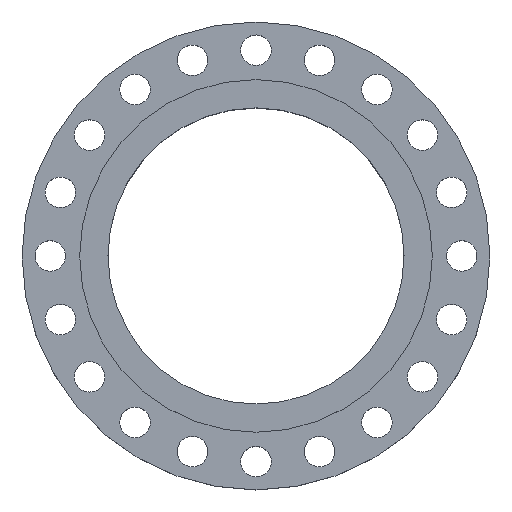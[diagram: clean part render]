
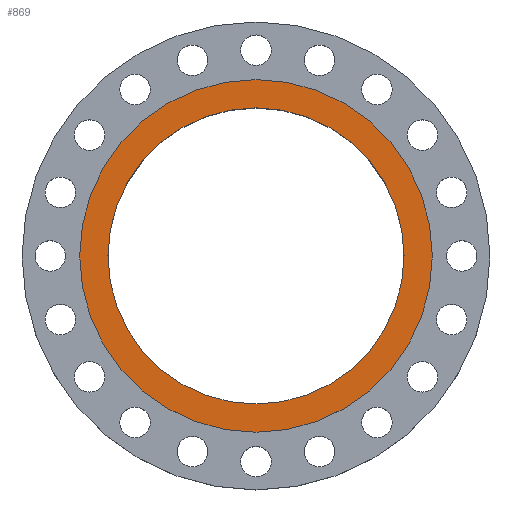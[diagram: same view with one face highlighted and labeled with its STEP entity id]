
A CAD part, top view. The second image highlights one B-rep face of the part: STEP entity #869.
In plain terms, the highlighted planar face has unit normal (0, 0, 1).
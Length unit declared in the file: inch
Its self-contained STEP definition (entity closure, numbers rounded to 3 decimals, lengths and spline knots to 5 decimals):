
#50 = AXIS2_PLACEMENT_3D ( 'NONE', #52, #1900, #517 ) ;
#52 = CARTESIAN_POINT ( 'NONE',  ( 0., 0., 0. ) ) ;
#79 = ORIENTED_EDGE ( 'NONE', *, *, #202, .F. ) ;
#155 = ORIENTED_EDGE ( 'NONE', *, *, #280, .F. ) ;
#202 = EDGE_CURVE ( 'NONE', #391, #1403, #1266, .T. ) ;
#262 = DIRECTION ( 'NONE',  ( 1., 0., 0. ) ) ;
#280 = EDGE_CURVE ( 'NONE', #1403, #391, #630, .T. ) ;
#343 = VERTEX_POINT ( 'NONE', #1484 ) ;
#355 = EDGE_CURVE ( 'NONE', #1472, #343, #1046, .T. ) ;
#391 = VERTEX_POINT ( 'NONE', #1800 ) ;
#517 = DIRECTION ( 'NONE',  ( 1., 0., 0. ) ) ;
#528 = DIRECTION ( 'NONE',  ( -1., 0., 0. ) ) ;
#630 = CIRCLE ( 'NONE', #50, 16.375 ) ;
#665 = DIRECTION ( 'NONE',  ( 1., 0., 0. ) ) ;
#677 = CARTESIAN_POINT ( 'NONE',  ( 0., 0., 0. ) ) ;
#759 = CIRCLE ( 'NONE', #957, 19.5 ) ;
#770 = CARTESIAN_POINT ( 'NONE',  ( 0., 0., 0. ) ) ;
#779 = DIRECTION ( 'NONE',  ( 1., 0., 0. ) ) ;
#869 = ADVANCED_FACE ( 'NONE', ( #1580, #1153 ), #1141, .F. ) ;
#885 = EDGE_CURVE ( 'NONE', #343, #1472, #759, .T. ) ;
#957 = AXIS2_PLACEMENT_3D ( 'NONE', #677, #1282, #665 ) ;
#983 = CARTESIAN_POINT ( 'NONE',  ( 19.5, 0., 0. ) ) ;
#1046 = CIRCLE ( 'NONE', #1747, 19.5 ) ;
#1111 = AXIS2_PLACEMENT_3D ( 'NONE', #1570, #1899, #528 ) ;
#1141 = PLANE ( 'NONE',  #1111 ) ;
#1153 = FACE_OUTER_BOUND ( 'NONE', #1328, .T. ) ;
#1207 = DIRECTION ( 'NONE',  ( 0., 0., 1. ) ) ;
#1239 = ORIENTED_EDGE ( 'NONE', *, *, #355, .T. ) ;
#1266 = CIRCLE ( 'NONE', #1847, 16.375 ) ;
#1282 = DIRECTION ( 'NONE',  ( 0., 0., 1. ) ) ;
#1328 = EDGE_LOOP ( 'NONE', ( #1239, #1523 ) ) ;
#1332 = EDGE_LOOP ( 'NONE', ( #155, #79 ) ) ;
#1403 = VERTEX_POINT ( 'NONE', #1823 ) ;
#1455 = CARTESIAN_POINT ( 'NONE',  ( 0., 0., 0. ) ) ;
#1472 = VERTEX_POINT ( 'NONE', #983 ) ;
#1484 = CARTESIAN_POINT ( 'NONE',  ( -19.5, 0., 0. ) ) ;
#1523 = ORIENTED_EDGE ( 'NONE', *, *, #885, .T. ) ;
#1570 = CARTESIAN_POINT ( 'NONE',  ( 0., 16.375, 0. ) ) ;
#1580 = FACE_BOUND ( 'NONE', #1332, .T. ) ;
#1747 = AXIS2_PLACEMENT_3D ( 'NONE', #1455, #1207, #262 ) ;
#1800 = CARTESIAN_POINT ( 'NONE',  ( -16.375, 0., 0. ) ) ;
#1823 = CARTESIAN_POINT ( 'NONE',  ( 16.375, 0., 0. ) ) ;
#1840 = DIRECTION ( 'NONE',  ( 0., 0., 1. ) ) ;
#1847 = AXIS2_PLACEMENT_3D ( 'NONE', #770, #1840, #779 ) ;
#1899 = DIRECTION ( 'NONE',  ( 0., 0., -1. ) ) ;
#1900 = DIRECTION ( 'NONE',  ( 0., 0., 1. ) ) ;
